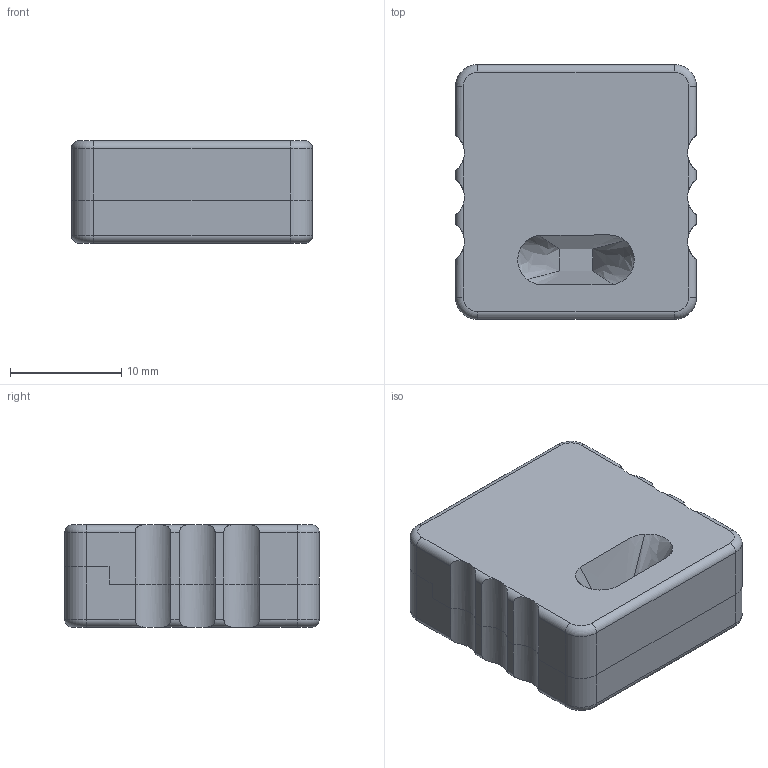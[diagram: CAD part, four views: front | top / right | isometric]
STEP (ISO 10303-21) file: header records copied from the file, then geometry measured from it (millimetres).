
FILE_DESCRIPTION(/* description */ (''),/* implementation_level */ '2;1');
FILE_NAME(/* name */ 'Case 3 v6.step',/* time_stamp */ '2023-10-12T17:30:13-07:00',/* author */ (''),/* organization */ (''),/* preprocessor_version */ 'ST-DEVELOPER v20',/* originating_system */ 'Autodesk Translation Framework v12.9.0.99',/* authorisation */ '');
FILE_SCHEMA (('AUTOMOTIVE_DESIGN { 1 0 10303 214 3 1 1 }'));
Length unit declared in the file: millimetre
Products named in the file (1): Case 3
Bounding box: 21.7 x 22.95 x 9.21 mm (x, y, z)
Volume: 3282.3 mm3; surface area: 3234.9 mm2
Topology: 2 solids, 2 shells, 138 faces, 374 edges, 241 vertices
Faces by surface type: plane 61, cylinder 60, torus 8, cone 5, bspline 4
Full cylindrical faces by diameter (mm): 1.6 x1, 2.6 x1
Entity records: 4760 total; most frequent: CARTESIAN_POINT 1234, ORIENTED_EDGE 748, DIRECTION 721, EDGE_CURVE 374, AXIS2_PLACEMENT_3D 244, VERTEX_POINT 241, LINE 233, VECTOR 233
